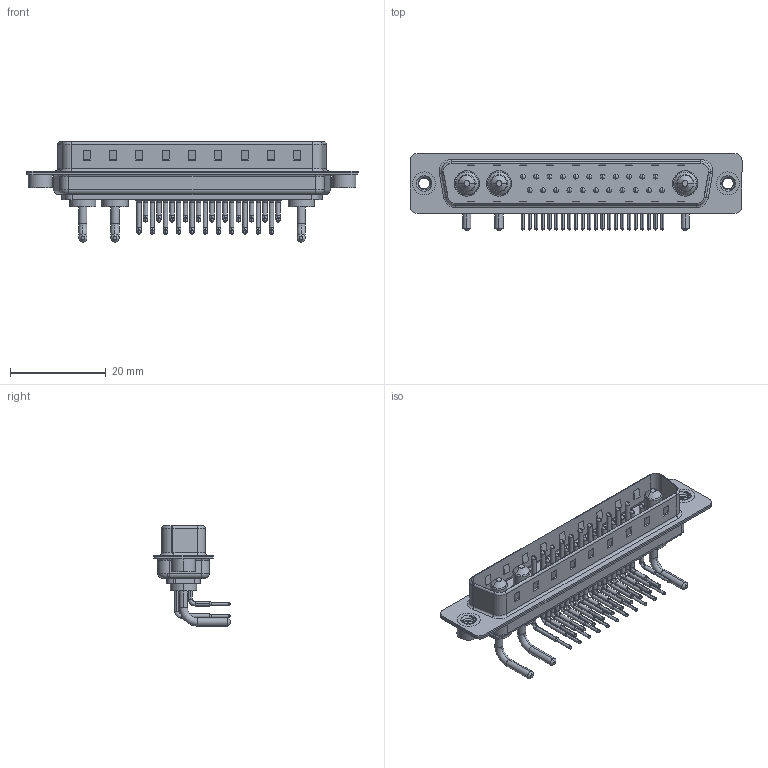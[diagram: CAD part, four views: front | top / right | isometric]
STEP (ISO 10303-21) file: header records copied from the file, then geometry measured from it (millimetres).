
FILE_DESCRIPTION (( 'STEP AP203' ), '1' );
FILE_NAME ('629-25W3640-1T2.STEP', '2022-05-16T07:12:58', ( '' ), ( '' ), 'SwSTEP 2.0', 'SolidWorks 2020', '' );
FILE_SCHEMA (( 'CONFIG_CONTROL_DESIGN' ));
Length unit declared in the file: millimetre
Products named in the file (8): 629Combo Shell Front_37 Contacts; 629Combo Contact Row 2; 629Combo Contact Row 1; Power Pin_10A RA; 629Combo Threaded Rivet_2; 629Combo Shell Rear_37 Contacts; 629-25W3640-1T2; 629Combo Housing_25W3
Assembly tree (30 placements, depth 2):
  629-25W3640-1T2
    629Combo Housing_25W3
    629Combo Shell Rear_37 Contacts
    629Combo Shell Front_37 Contacts
    629Combo Threaded Rivet_2  x2
    Power Pin_10A RA  x3
    629Combo Contact Row 1  x11
    629Combo Contact Row 2  x11
Bounding box: 69.4 x 16.05 x 20.95 mm (x, y, z)
Volume: 4184.2 mm3; surface area: 10060.5 mm2
Topology: 33 solids, 33 shells, 2961 faces, 8175 edges, 5300 vertices
Faces by surface type: plane 1641, cylinder 996, bspline 141, cone 121, torus 62
Entity records: 27909 total; most frequent: CARTESIAN_POINT 5998, DIRECTION 4453, ORIENTED_EDGE 4128, EDGE_CURVE 2064, AXIS2_PLACEMENT_3D 1611, VERTEX_POINT 1332, VECTOR 1231, LINE 1231
